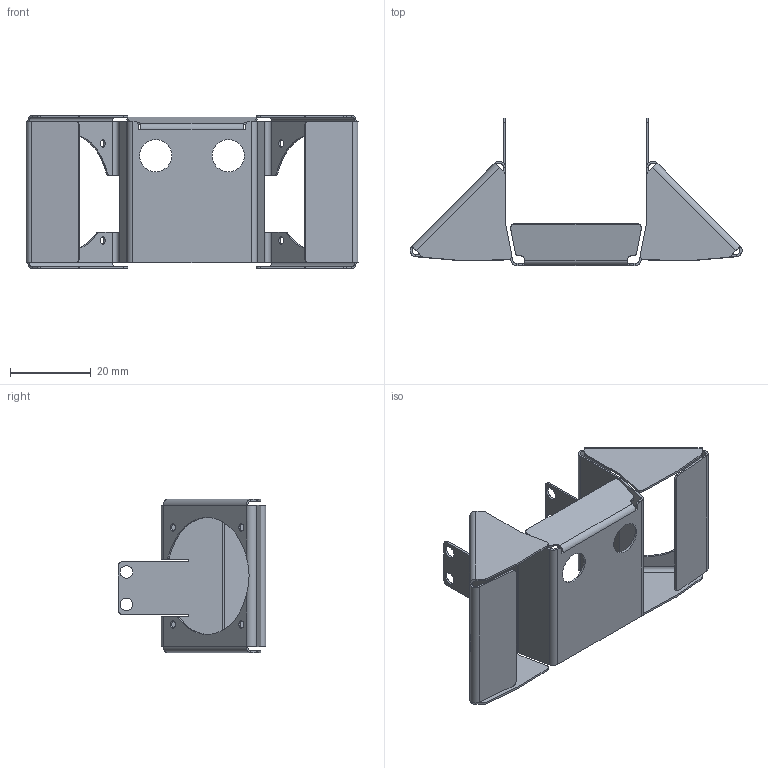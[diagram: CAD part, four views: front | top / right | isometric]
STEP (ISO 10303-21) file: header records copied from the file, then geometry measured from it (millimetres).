
FILE_DESCRIPTION (( 'STEP AP203' ), '1' );
FILE_NAME ('1329-B2P-C.STEP', '2013-12-04T15:52:48', ( 'The M瞁潎in' ), ( '' ), 'SwSTEP 2.0', 'SolidWorks 2013', '' );
FILE_SCHEMA (( 'CONFIG_CONTROL_DESIGN' ));
Length unit declared in the file: millimetre
Products named in the file (1): 1329-B2P-C
Bounding box: 82.23 x 36.5 x 38 mm (x, y, z)
Volume: 3216.7 mm3; surface area: 13350.8 mm2
Topology: 1 solids, 1 shells, 220 faces, 570 edges, 348 vertices
Faces by surface type: plane 120, cylinder 100
Entity records: 6831 total; most frequent: CARTESIAN_POINT 1219, DIRECTION 1196, ORIENTED_EDGE 1140, EDGE_CURVE 570, AXIS2_PLACEMENT_3D 417, VECTOR 362, LINE 362, VERTEX_POINT 348
